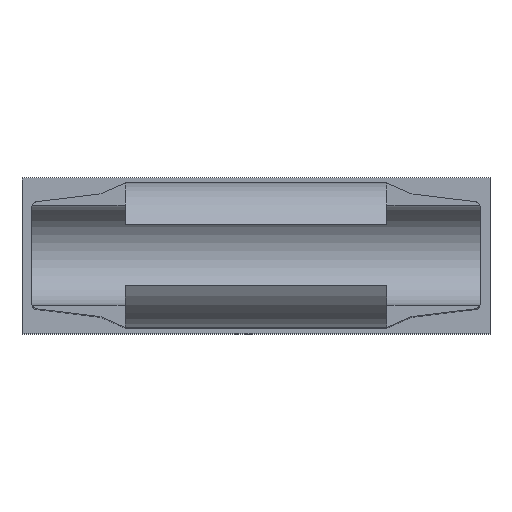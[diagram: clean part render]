
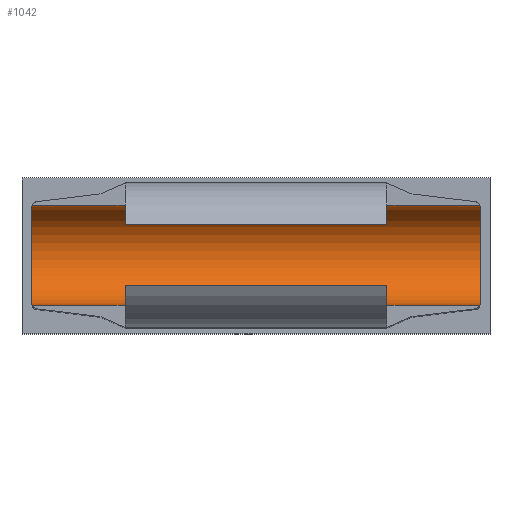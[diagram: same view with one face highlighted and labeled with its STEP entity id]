
A CAD part, top view. The second image highlights one B-rep face of the part: STEP entity #1042.
In plain terms, the highlighted cylindrical face has radius 9 mm (diameter 18 mm), a partial arc.
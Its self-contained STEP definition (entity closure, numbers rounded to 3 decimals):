
#17=B_SPLINE_CURVE_WITH_KNOTS('',3,(#1531,#1532,#1533,#1534,#1535,#1536),
 .UNSPECIFIED.,.F.,.F.,(4,2,4),(-0.251,-0.2,0.),
 .UNSPECIFIED.);
#18=B_SPLINE_CURVE_WITH_KNOTS('',3,(#1547,#1548,#1549,#1550,#1551,#1552),
 .UNSPECIFIED.,.F.,.F.,(4,2,4),(-1.05,-0.851,-0.799),
 .UNSPECIFIED.);
#19=B_SPLINE_CURVE_WITH_KNOTS('',3,(#1622,#1623,#1624,#1625,#1626,#1627),
 .UNSPECIFIED.,.F.,.F.,(4,2,4),(1.309,1.401,1.557),
 .UNSPECIFIED.);
#20=B_SPLINE_CURVE_WITH_KNOTS('',3,(#1631,#1632,#1633,#1634,#1635,#1636),
 .UNSPECIFIED.,.F.,.F.,(4,2,4),(1.557,1.714,1.805),
 .UNSPECIFIED.);
#26=CYLINDRICAL_SURFACE('',#1128,9.);
#39=CIRCLE('',#1112,9.);
#48=CIRCLE('',#1129,9.);
#49=CIRCLE('',#1130,9.);
#50=CIRCLE('',#1131,9.);
#51=CIRCLE('',#1132,9.);
#52=CIRCLE('',#1133,9.);
#77=FACE_OUTER_BOUND('',#135,.T.);
#135=EDGE_LOOP('',(#750,#751,#752,#753,#754,#755,#756,#757,#758,#759,#760,
#761,#762,#763,#764,#765));
#221=LINE('',#1612,#341);
#222=LINE('',#1616,#342);
#223=LINE('',#1620,#343);
#224=LINE('',#1638,#344);
#225=LINE('',#1642,#345);
#226=LINE('',#1645,#346);
#341=VECTOR('',#1286,10.);
#342=VECTOR('',#1289,10.);
#343=VECTOR('',#1292,10.);
#344=VECTOR('',#1295,10.);
#345=VECTOR('',#1298,10.);
#346=VECTOR('',#1301,10.);
#438=VERTEX_POINT('',#1528);
#439=VERTEX_POINT('',#1530);
#440=VERTEX_POINT('',#1539);
#442=VERTEX_POINT('',#1545);
#466=VERTEX_POINT('',#1611);
#467=VERTEX_POINT('',#1613);
#468=VERTEX_POINT('',#1615);
#469=VERTEX_POINT('',#1617);
#470=VERTEX_POINT('',#1619);
#471=VERTEX_POINT('',#1621);
#472=VERTEX_POINT('',#1628);
#473=VERTEX_POINT('',#1630);
#474=VERTEX_POINT('',#1637);
#475=VERTEX_POINT('',#1639);
#476=VERTEX_POINT('',#1641);
#477=VERTEX_POINT('',#1643);
#542=EDGE_CURVE('',#438,#439,#17,.T.);
#545=EDGE_CURVE('',#440,#438,#39,.T.);
#548=EDGE_CURVE('',#442,#440,#18,.T.);
#577=EDGE_CURVE('',#466,#442,#221,.T.);
#578=EDGE_CURVE('',#467,#466,#48,.T.);
#579=EDGE_CURVE('',#468,#467,#222,.T.);
#580=EDGE_CURVE('',#469,#468,#49,.T.);
#581=EDGE_CURVE('',#470,#469,#223,.T.);
#582=EDGE_CURVE('',#471,#470,#19,.T.);
#583=EDGE_CURVE('',#472,#471,#50,.T.);
#584=EDGE_CURVE('',#473,#472,#20,.T.);
#585=EDGE_CURVE('',#474,#473,#224,.T.);
#586=EDGE_CURVE('',#475,#474,#51,.T.);
#587=EDGE_CURVE('',#476,#475,#225,.T.);
#588=EDGE_CURVE('',#477,#476,#52,.T.);
#589=EDGE_CURVE('',#439,#477,#226,.T.);
#750=ORIENTED_EDGE('',*,*,#548,.F.);
#751=ORIENTED_EDGE('',*,*,#577,.F.);
#752=ORIENTED_EDGE('',*,*,#578,.F.);
#753=ORIENTED_EDGE('',*,*,#579,.F.);
#754=ORIENTED_EDGE('',*,*,#580,.F.);
#755=ORIENTED_EDGE('',*,*,#581,.F.);
#756=ORIENTED_EDGE('',*,*,#582,.F.);
#757=ORIENTED_EDGE('',*,*,#583,.F.);
#758=ORIENTED_EDGE('',*,*,#584,.F.);
#759=ORIENTED_EDGE('',*,*,#585,.F.);
#760=ORIENTED_EDGE('',*,*,#586,.F.);
#761=ORIENTED_EDGE('',*,*,#587,.F.);
#762=ORIENTED_EDGE('',*,*,#588,.F.);
#763=ORIENTED_EDGE('',*,*,#589,.F.);
#764=ORIENTED_EDGE('',*,*,#542,.F.);
#765=ORIENTED_EDGE('',*,*,#545,.F.);
#1042=ADVANCED_FACE('',(#77),#26,.F.);
#1112=AXIS2_PLACEMENT_3D('',#1541,#1230,#1231);
#1128=AXIS2_PLACEMENT_3D('',#1610,#1284,#1285);
#1129=AXIS2_PLACEMENT_3D('',#1614,#1287,#1288);
#1130=AXIS2_PLACEMENT_3D('',#1618,#1290,#1291);
#1131=AXIS2_PLACEMENT_3D('',#1629,#1293,#1294);
#1132=AXIS2_PLACEMENT_3D('',#1640,#1296,#1297);
#1133=AXIS2_PLACEMENT_3D('',#1644,#1299,#1300);
#1230=DIRECTION('center_axis',(-1.,0.,0.));
#1231=DIRECTION('ref_axis',(0.,1.,0.));
#1284=DIRECTION('center_axis',(-1.,0.,0.));
#1285=DIRECTION('ref_axis',(0.,0.,-1.));
#1286=DIRECTION('',(1.,0.,0.));
#1287=DIRECTION('center_axis',(-1.,0.,0.));
#1288=DIRECTION('ref_axis',(0.,1.,0.));
#1289=DIRECTION('',(1.,0.,0.));
#1290=DIRECTION('center_axis',(1.,0.,0.));
#1291=DIRECTION('ref_axis',(0.,1.,0.));
#1292=DIRECTION('',(1.,0.,0.));
#1293=DIRECTION('center_axis',(1.,0.,0.));
#1294=DIRECTION('ref_axis',(0.,1.,0.));
#1295=DIRECTION('',(-1.,0.,0.));
#1296=DIRECTION('center_axis',(1.,0.,0.));
#1297=DIRECTION('ref_axis',(0.,1.,0.));
#1298=DIRECTION('',(-1.,0.,0.));
#1299=DIRECTION('center_axis',(-1.,0.,0.));
#1300=DIRECTION('ref_axis',(0.,1.,0.));
#1301=DIRECTION('',(-1.,0.,0.));
#1528=CARTESIAN_POINT('',(290.815,-8.651,4.396));
#1530=CARTESIAN_POINT('',(290.738,-9.036,7.));
#1531=CARTESIAN_POINT('Ctrl Pts',(290.815,-8.651,4.396));
#1532=CARTESIAN_POINT('Ctrl Pts',(290.815,-8.704,4.569));
#1533=CARTESIAN_POINT('Ctrl Pts',(290.811,-8.751,4.745));
#1534=CARTESIAN_POINT('Ctrl Pts',(290.782,-8.957,5.615));
#1535=CARTESIAN_POINT('Ctrl Pts',(290.738,-9.036,6.334));
#1536=CARTESIAN_POINT('Ctrl Pts',(290.738,-9.036,7.));
#1539=CARTESIAN_POINT('',(290.815,8.579,4.396));
#1541=CARTESIAN_POINT('Origin',(290.815,-0.036,7.));
#1545=CARTESIAN_POINT('',(290.738,8.964,7.));
#1547=CARTESIAN_POINT('Ctrl Pts',(290.738,8.964,7.));
#1548=CARTESIAN_POINT('Ctrl Pts',(290.738,8.964,6.334));
#1549=CARTESIAN_POINT('Ctrl Pts',(290.782,8.885,5.615));
#1550=CARTESIAN_POINT('Ctrl Pts',(290.811,8.679,4.745));
#1551=CARTESIAN_POINT('Ctrl Pts',(290.815,8.631,4.569));
#1552=CARTESIAN_POINT('Ctrl Pts',(290.815,8.579,4.396));
#1610=CARTESIAN_POINT('Origin',(250.565,-0.036,7.));
#1611=CARTESIAN_POINT('',(274.065,8.964,7.));
#1612=CARTESIAN_POINT('',(250.565,8.964,7.));
#1613=CARTESIAN_POINT('',(274.065,5.464,14.124));
#1614=CARTESIAN_POINT('Origin',(274.065,-0.036,7.));
#1615=CARTESIAN_POINT('',(227.065,5.464,14.124));
#1616=CARTESIAN_POINT('',(250.565,5.464,14.124));
#1617=CARTESIAN_POINT('',(227.065,8.964,7.));
#1618=CARTESIAN_POINT('Origin',(227.065,-0.036,7.));
#1619=CARTESIAN_POINT('',(210.393,8.964,7.));
#1620=CARTESIAN_POINT('',(250.565,8.964,7.));
#1621=CARTESIAN_POINT('',(210.315,8.579,4.396));
#1622=CARTESIAN_POINT('Ctrl Pts',(210.315,8.579,4.396));
#1623=CARTESIAN_POINT('Ctrl Pts',(210.315,8.672,4.704));
#1624=CARTESIAN_POINT('Ctrl Pts',(210.328,8.751,5.027));
#1625=CARTESIAN_POINT('Ctrl Pts',(210.368,8.915,5.911));
#1626=CARTESIAN_POINT('Ctrl Pts',(210.393,8.964,6.479));
#1627=CARTESIAN_POINT('Ctrl Pts',(210.393,8.964,7.));
#1628=CARTESIAN_POINT('',(210.315,-8.651,4.396));
#1629=CARTESIAN_POINT('Origin',(210.315,-0.036,7.));
#1630=CARTESIAN_POINT('',(210.393,-9.036,7.));
#1631=CARTESIAN_POINT('Ctrl Pts',(210.393,-9.036,7.));
#1632=CARTESIAN_POINT('Ctrl Pts',(210.393,-9.036,6.479));
#1633=CARTESIAN_POINT('Ctrl Pts',(210.368,-8.988,5.911));
#1634=CARTESIAN_POINT('Ctrl Pts',(210.328,-8.824,5.027));
#1635=CARTESIAN_POINT('Ctrl Pts',(210.315,-8.745,4.704));
#1636=CARTESIAN_POINT('Ctrl Pts',(210.315,-8.651,4.396));
#1637=CARTESIAN_POINT('',(227.065,-9.036,7.));
#1638=CARTESIAN_POINT('',(250.565,-9.036,7.));
#1639=CARTESIAN_POINT('',(227.065,-5.536,14.124));
#1640=CARTESIAN_POINT('Origin',(227.065,-0.036,7.));
#1641=CARTESIAN_POINT('',(274.065,-5.536,14.124));
#1642=CARTESIAN_POINT('',(250.565,-5.536,14.124));
#1643=CARTESIAN_POINT('',(274.065,-9.036,7.));
#1644=CARTESIAN_POINT('Origin',(274.065,-0.036,7.));
#1645=CARTESIAN_POINT('',(250.565,-9.036,7.));
